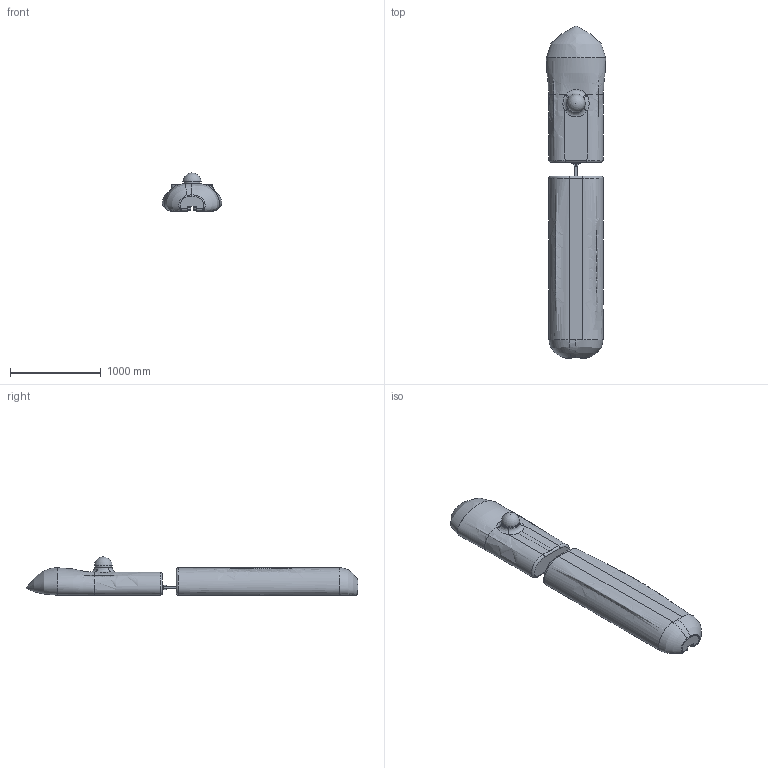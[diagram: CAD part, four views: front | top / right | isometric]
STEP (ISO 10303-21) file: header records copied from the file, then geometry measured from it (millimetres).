
FILE_DESCRIPTION(/* description */ ('Unknown'),/* implementation_level */ '2;1');
FILE_NAME(/* name */ 'Drohne',/* time_stamp */ '2021-01-31T14:36:17+01:00',/* author */ ('Unknown'),/* organization */ ('Unknown'),/* preprocessor_version */ 'ST-DEVELOPER v16.7',/* originating_system */ 'DEX',/* authorisation */ $);
FILE_SCHEMA (('AUTOMOTIVE_DESIGN {1 0 10303 214 3 1 1}'));
Length unit declared in the file: millimetre
Products named in the file (4): Drohne; Zugwagen_v2; AnhaengerV1; ConDrohne-Anhanger
Assembly tree (3 placements, depth 2):
  Drohne
    Zugwagen_v2
    AnhaengerV1
    ConDrohne-Anhanger
Bounding box: 651.59 x 3650 x 420 mm (x, y, z)
Volume: 383991866.3 mm3; surface area: 7988442.1 mm2
Topology: 5 solids, 5 shells, 170 faces, 498 edges, 342 vertices
Faces by surface type: plane 99, cylinder 29, bspline 21, torus 19, sphere 2
Full cylindrical faces by diameter (mm): 16 x3, 25 x2, 70 x4, 100 x1, 158.696 x1, 168 x1, 180 x1
Entity records: 18285 total; most frequent: CARTESIAN_POINT 13104, ORIENTED_EDGE 922, DIRECTION 845, EDGE_CURVE 461, VERTEX_POINT 329, AXIS2_PLACEMENT_3D 305, LINE 235, VECTOR 235
